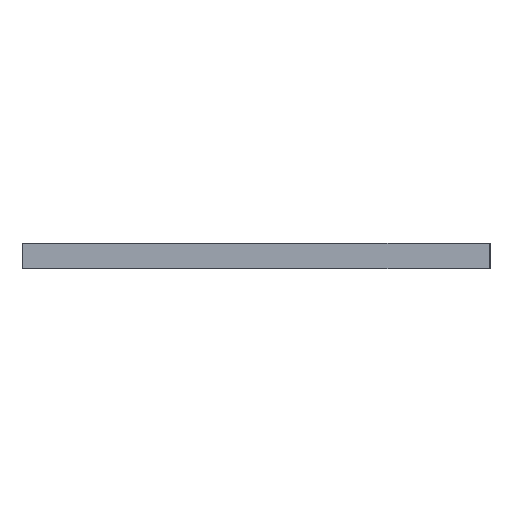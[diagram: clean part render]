
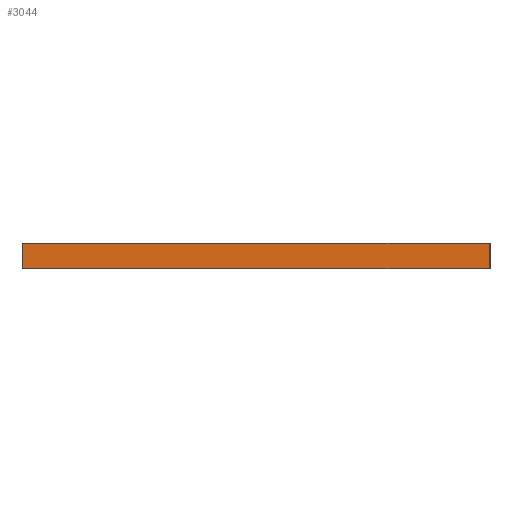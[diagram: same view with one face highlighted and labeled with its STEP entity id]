
A CAD part, front view. The second image highlights one B-rep face of the part: STEP entity #3044.
In plain terms, the highlighted planar face has unit normal (0, -1, 0).
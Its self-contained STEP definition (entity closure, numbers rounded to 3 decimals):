
#3019 = VERTEX_POINT('',#3020);
#3020 = CARTESIAN_POINT('',(-12.7,-7.7,-1.753));
#3026 = EDGE_CURVE('',#3027,#3019,#3029,.T.);
#3027 = VERTEX_POINT('',#3028);
#3028 = CARTESIAN_POINT('',(-12.7,-7.7,0.));
#3029 = LINE('',#3030,#3031);
#3030 = CARTESIAN_POINT('',(-12.7,-7.7,0.));
#3031 = VECTOR('',#3032,1.);
#3032 = DIRECTION('',(0.,0.,-1.));
#3044 = ADVANCED_FACE('',(#3045),#3070,.T.);
#3045 = FACE_BOUND('',#3046,.T.);
#3046 = EDGE_LOOP('',(#3047,#3048,#3056,#3064));
#3047 = ORIENTED_EDGE('',*,*,#3026,.T.);
#3048 = ORIENTED_EDGE('',*,*,#3049,.T.);
#3049 = EDGE_CURVE('',#3019,#3050,#3052,.T.);
#3050 = VERTEX_POINT('',#3051);
#3051 = CARTESIAN_POINT('',(19.05,-7.7,-1.753));
#3052 = LINE('',#3053,#3054);
#3053 = CARTESIAN_POINT('',(-12.7,-7.7,-1.753));
#3054 = VECTOR('',#3055,1.);
#3055 = DIRECTION('',(1.,0.,0.));
#3056 = ORIENTED_EDGE('',*,*,#3057,.F.);
#3057 = EDGE_CURVE('',#3058,#3050,#3060,.T.);
#3058 = VERTEX_POINT('',#3059);
#3059 = CARTESIAN_POINT('',(19.05,-7.7,0.));
#3060 = LINE('',#3061,#3062);
#3061 = CARTESIAN_POINT('',(19.05,-7.7,0.));
#3062 = VECTOR('',#3063,1.);
#3063 = DIRECTION('',(0.,0.,-1.));
#3064 = ORIENTED_EDGE('',*,*,#3065,.F.);
#3065 = EDGE_CURVE('',#3027,#3058,#3066,.T.);
#3066 = LINE('',#3067,#3068);
#3067 = CARTESIAN_POINT('',(-12.7,-7.7,0.));
#3068 = VECTOR('',#3069,1.);
#3069 = DIRECTION('',(1.,0.,0.));
#3070 = PLANE('',#3071);
#3071 = AXIS2_PLACEMENT_3D('',#3072,#3073,#3074);
#3072 = CARTESIAN_POINT('',(-12.7,-7.7,0.));
#3073 = DIRECTION('',(0.,-1.,0.));
#3074 = DIRECTION('',(1.,0.,0.));
